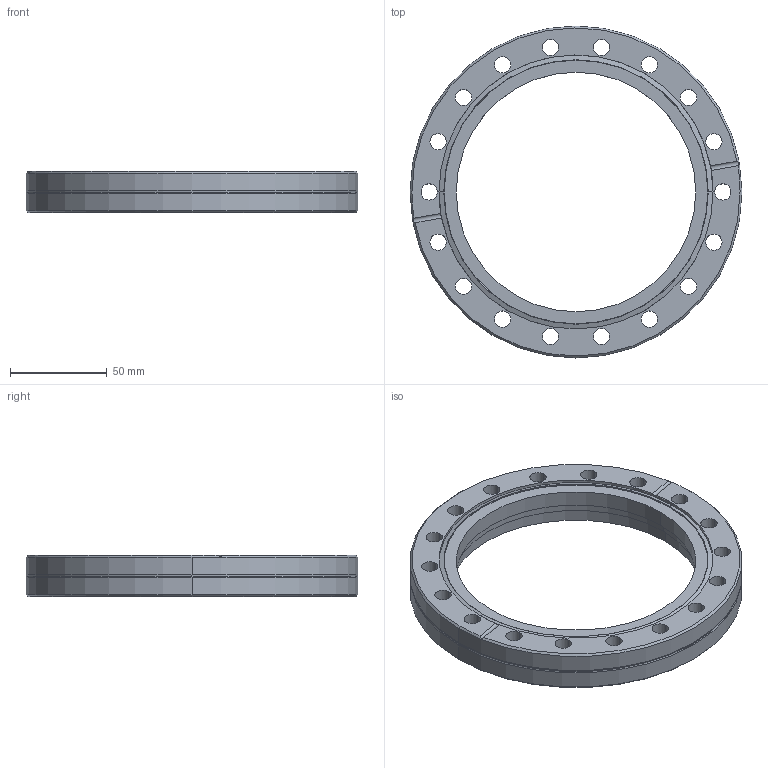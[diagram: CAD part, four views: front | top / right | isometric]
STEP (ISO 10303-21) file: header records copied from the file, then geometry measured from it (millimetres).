
FILE_DESCRIPTION (( 'STEP AP214' ), '1' );
FILE_NAME ('420FAD130-127.stp', '2017-06-06T10:53:15', ( '' ), ( '' ), 'SwSTEP 2.0', 'SolidWorks 2015', '' );
FILE_SCHEMA (( 'AUTOMOTIVE_DESIGN' ));
Length unit declared in the file: millimetre
Products named in the file (1): 420FAD130-127
Bounding box: 171.4 x 171.4 x 21.4 mm (x, y, z)
Volume: 197407.5 mm3; surface area: 50910.9 mm2
Topology: 1 solids, 2 shells, 77 faces, 196 edges, 124 vertices
Faces by surface type: cylinder 52, cone 10, torus 8, plane 7
Entity records: 3393 total; most frequent: DIRECTION 476, CARTESIAN_POINT 462, ORIENTED_EDGE 392, AXIS2_PLACEMENT_3D 206, EDGE_CURVE 196, CIRCLE 128, VERTEX_POINT 124, EDGE_LOOP 118
